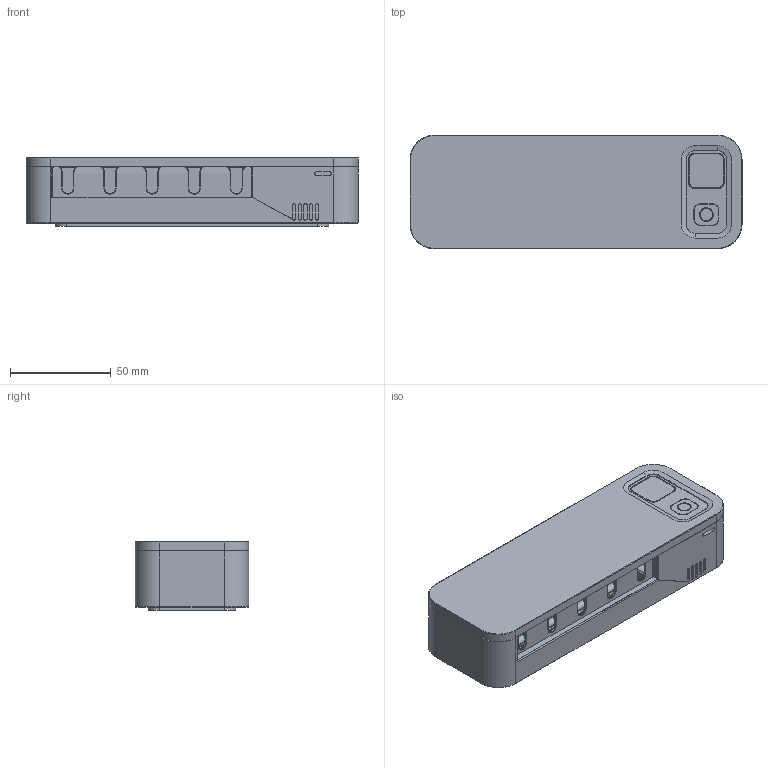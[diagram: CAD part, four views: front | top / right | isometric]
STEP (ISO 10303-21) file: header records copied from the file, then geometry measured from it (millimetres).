
FILE_DESCRIPTION(('FreeCAD Model'),'2;1');
FILE_NAME('Open CASCADE Shape Model','2025-04-29T16:04:35',('FreeCAD'),( 'FreeCAD'),'Open CASCADE STEP processor 7.6','FreeCAD','Unknown');
FILE_SCHEMA(('AUTOMOTIVE_DESIGN { 1 0 10303 214 1 1 1 1 }'));
Length unit declared in the file: millimetre
Products named in the file (1): Open CASCADE STEP translator 7.6 1
Bounding box: 164.4 x 56.14 x 34.08 mm (x, y, z)
Volume: 10899.2 mm3; surface area: 81061.3 mm2
Topology: 11 solids, 24 shells, 751 faces, 1815 edges, 1133 vertices
Faces by surface type: bspline 751
Entity records: 23111 total; most frequent: CARTESIAN_POINT 12719, ORIENTED_EDGE 3532, EDGE_CURVE 1812, VERTEX_POINT 1128, B_SPLINE_CURVE_WITH_KNOTS 1127, FACE_BOUND 806, EDGE_LOOP 806, ADVANCED_FACE 751
